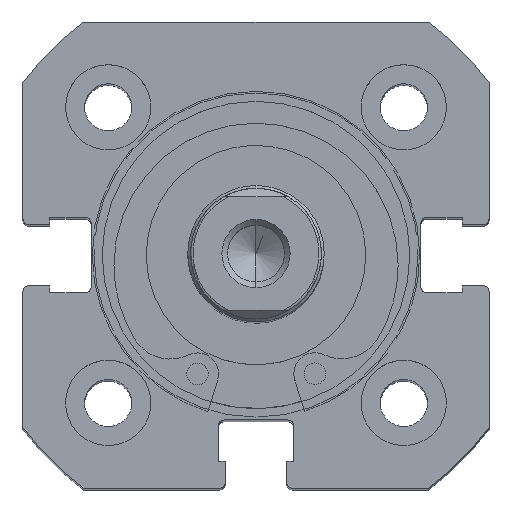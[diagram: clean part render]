
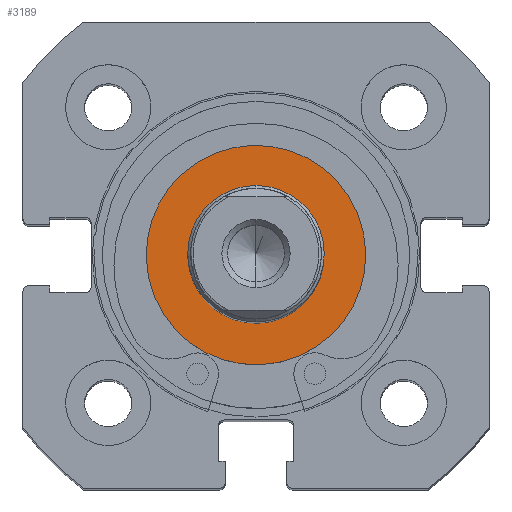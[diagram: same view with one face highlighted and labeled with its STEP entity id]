
A CAD part, top view. The second image highlights one B-rep face of the part: STEP entity #3189.
In plain terms, the highlighted face is planar.
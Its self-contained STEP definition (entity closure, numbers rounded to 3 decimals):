
#641 = CARTESIAN_POINT ( 'NONE',  ( 0., 0., 0. ) ) ;
#643 = DIRECTION ( 'NONE',  ( -1., 0., 0. ) ) ;
#644 = DIRECTION ( 'NONE',  ( 0., 0., 1. ) ) ;
#708 = CARTESIAN_POINT ( 'NONE',  ( 0., 0., 0. ) ) ;
#709 = DIRECTION ( 'NONE',  ( -1., 0., 0. ) ) ;
#710 = DIRECTION ( 'NONE',  ( 0., 0., 1. ) ) ;
#744 = CARTESIAN_POINT ( 'NONE',  ( 0., 0., 0. ) ) ;
#750 = CARTESIAN_POINT ( 'NONE',  ( 0., 0., 0. ) ) ;
#751 = DIRECTION ( 'NONE',  ( -1., 0., 0. ) ) ;
#752 = DIRECTION ( 'NONE',  ( 0., 0., 1. ) ) ;
#755 = DIRECTION ( 'NONE',  ( -1., 0., 0. ) ) ;
#756 = DIRECTION ( 'NONE',  ( 0., 0., 1. ) ) ;
#1900 = ORIENTED_EDGE ( 'NONE', *, *, #5183, .F. ) ;
#1901 = ORIENTED_EDGE ( 'NONE', *, *, #5165, .F. ) ;
#1902 = ORIENTED_EDGE ( 'NONE', *, *, #5141, .T. ) ;
#1903 = ORIENTED_EDGE ( 'NONE', *, *, #5181, .T. ) ;
#2067 = EDGE_LOOP ( 'NONE', ( #1902, #1903 ) ) ;
#2097 = EDGE_LOOP ( 'NONE', ( #1900, #1901 ) ) ;
#2318 = FACE_BOUND ( 'NONE', #2097, .T. ) ;
#2327 = FACE_OUTER_BOUND ( 'NONE', #2067, .T. ) ;
#2930 = CIRCLE ( 'NONE', #5727, 9.65 ) ;
#2962 = CIRCLE ( 'NONE', #5737, 6. ) ;
#2981 = CIRCLE ( 'NONE', #5753, 9.65 ) ;
#2984 = CIRCLE ( 'NONE', #5755, 6. ) ;
#3189 = ADVANCED_FACE ( 'NONE', ( #2318, #2327 ), #4137, .F. ) ;
#3755 = VERTEX_POINT ( 'NONE', #4819 ) ;
#3756 = VERTEX_POINT ( 'NONE', #4820 ) ;
#3759 = VERTEX_POINT ( 'NONE', #4823 ) ;
#3760 = VERTEX_POINT ( 'NONE', #4824 ) ;
#4136 = CARTESIAN_POINT ( 'NONE',  ( 0., 9.65, 0. ) ) ;
#4137 = PLANE ( 'NONE',  #5472 ) ;
#4138 = DIRECTION ( 'NONE',  ( 1., 0., 0. ) ) ;
#4139 = DIRECTION ( 'NONE',  ( 0., 0., -1. ) ) ;
#4819 = CARTESIAN_POINT ( 'NONE',  ( 0., 0., -6. ) ) ;
#4820 = CARTESIAN_POINT ( 'NONE',  ( 0., 0., 6. ) ) ;
#4823 = CARTESIAN_POINT ( 'NONE',  ( 0., 0., -9.65 ) ) ;
#4824 = CARTESIAN_POINT ( 'NONE',  ( 0., 0., 9.65 ) ) ;
#5141 = EDGE_CURVE ( 'NONE', #3760, #3759, #2930, .T. ) ;
#5165 = EDGE_CURVE ( 'NONE', #3755, #3756, #2962, .T. ) ;
#5181 = EDGE_CURVE ( 'NONE', #3759, #3760, #2981, .T. ) ;
#5183 = EDGE_CURVE ( 'NONE', #3756, #3755, #2984, .T. ) ;
#5472 = AXIS2_PLACEMENT_3D ( 'NONE', #4136, #4138, #4139 ) ;
#5727 = AXIS2_PLACEMENT_3D ( 'NONE', #641, #643, #644 ) ;
#5737 = AXIS2_PLACEMENT_3D ( 'NONE', #708, #709, #710 ) ;
#5753 = AXIS2_PLACEMENT_3D ( 'NONE', #744, #751, #752 ) ;
#5755 = AXIS2_PLACEMENT_3D ( 'NONE', #750, #755, #756 ) ;
